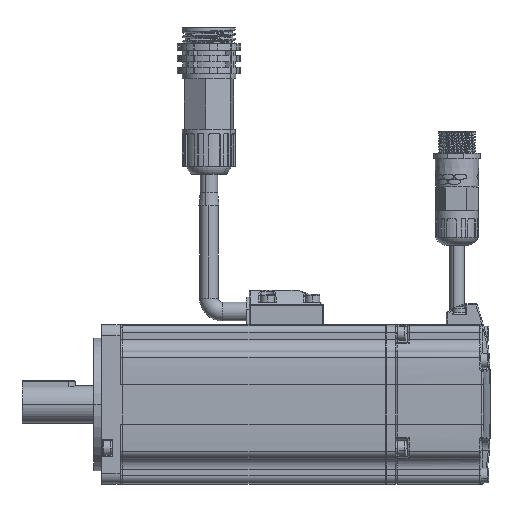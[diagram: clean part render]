
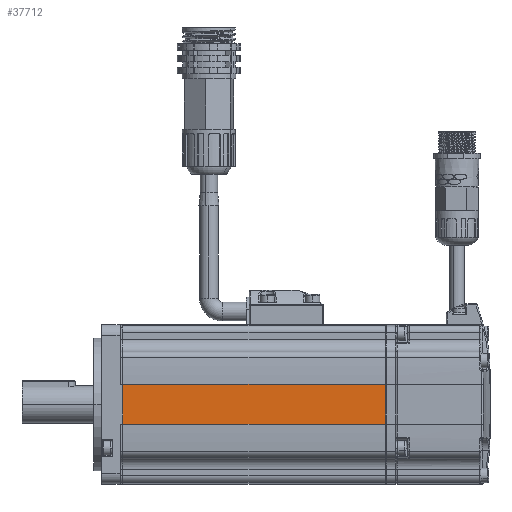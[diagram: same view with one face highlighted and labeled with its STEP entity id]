
A CAD part, top view. The second image highlights one B-rep face of the part: STEP entity #37712.
In plain terms, the highlighted planar face has unit normal (0, 0, 1).
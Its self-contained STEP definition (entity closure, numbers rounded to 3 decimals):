
#10700 = LINE ( 'NONE', #17967, #68732 ) ;
#11878 = CARTESIAN_POINT ( 'NONE',  ( 72.728, -1.373, 163.5 ) ) ;
#17967 = CARTESIAN_POINT ( 'NONE',  ( -26.272, -1.373, 163.5 ) ) ;
#18262 = DIRECTION ( 'NONE',  ( 0., -1., 0. ) ) ;
#19408 = VERTEX_POINT ( 'NONE', #56568 ) ;
#22018 = EDGE_CURVE ( 'NONE', #19408, #83117, #10700, .T. ) ;
#22066 = EDGE_CURVE ( 'NONE', #58898, #23679, #33518, .T. ) ;
#23679 = VERTEX_POINT ( 'NONE', #55114 ) ;
#26131 = LINE ( 'NONE', #29243, #27208 ) ;
#27208 = VECTOR ( 'NONE', #41430, 1000. ) ;
#29243 = CARTESIAN_POINT ( 'NONE',  ( 73.228, -1.373, 163.5 ) ) ;
#33518 = LINE ( 'NONE', #11878, #82146 ) ;
#37712 = ADVANCED_FACE ( 'NONE', ( #43426 ), #78672, .F. ) ;
#38708 = DIRECTION ( 'NONE',  ( 0., 0., -1. ) ) ;
#39033 = DIRECTION ( 'NONE',  ( 0., 1., 0. ) ) ;
#41430 = DIRECTION ( 'NONE',  ( -1., 0., 0. ) ) ;
#43426 = FACE_OUTER_BOUND ( 'NONE', #54217, .T. ) ;
#54217 = EDGE_LOOP ( 'NONE', ( #56032, #79885, #67056, #66294 ) ) ;
#54326 = EDGE_CURVE ( 'NONE', #58898, #83117, #26131, .T. ) ;
#55114 = CARTESIAN_POINT ( 'NONE',  ( 72.728, 13.627, 163.5 ) ) ;
#56032 = ORIENTED_EDGE ( 'NONE', *, *, #76968, .T. ) ;
#56568 = CARTESIAN_POINT ( 'NONE',  ( -26.272, 13.627, 163.5 ) ) ;
#58898 = VERTEX_POINT ( 'NONE', #84893 ) ;
#62707 = AXIS2_PLACEMENT_3D ( 'NONE', #65620, #38708, #39033 ) ;
#65132 = CARTESIAN_POINT ( 'NONE',  ( 73.228, 13.627, 163.5 ) ) ;
#65620 = CARTESIAN_POINT ( 'NONE',  ( 73.228, -1.373, 163.5 ) ) ;
#66294 = ORIENTED_EDGE ( 'NONE', *, *, #22066, .T. ) ;
#66544 = CARTESIAN_POINT ( 'NONE',  ( -26.272, -1.373, 163.5 ) ) ;
#67056 = ORIENTED_EDGE ( 'NONE', *, *, #54326, .F. ) ;
#68732 = VECTOR ( 'NONE', #18262, 1000. ) ;
#73147 = VECTOR ( 'NONE', #84533, 1000. ) ;
#76283 = LINE ( 'NONE', #65132, #73147 ) ;
#76968 = EDGE_CURVE ( 'NONE', #23679, #19408, #76283, .T. ) ;
#77322 = DIRECTION ( 'NONE',  ( 0., 1., 0. ) ) ;
#78672 = PLANE ( 'NONE',  #62707 ) ;
#79885 = ORIENTED_EDGE ( 'NONE', *, *, #22018, .T. ) ;
#82146 = VECTOR ( 'NONE', #77322, 1000. ) ;
#83117 = VERTEX_POINT ( 'NONE', #66544 ) ;
#84533 = DIRECTION ( 'NONE',  ( -1., 0., 0. ) ) ;
#84893 = CARTESIAN_POINT ( 'NONE',  ( 72.728, -1.373, 163.5 ) ) ;
